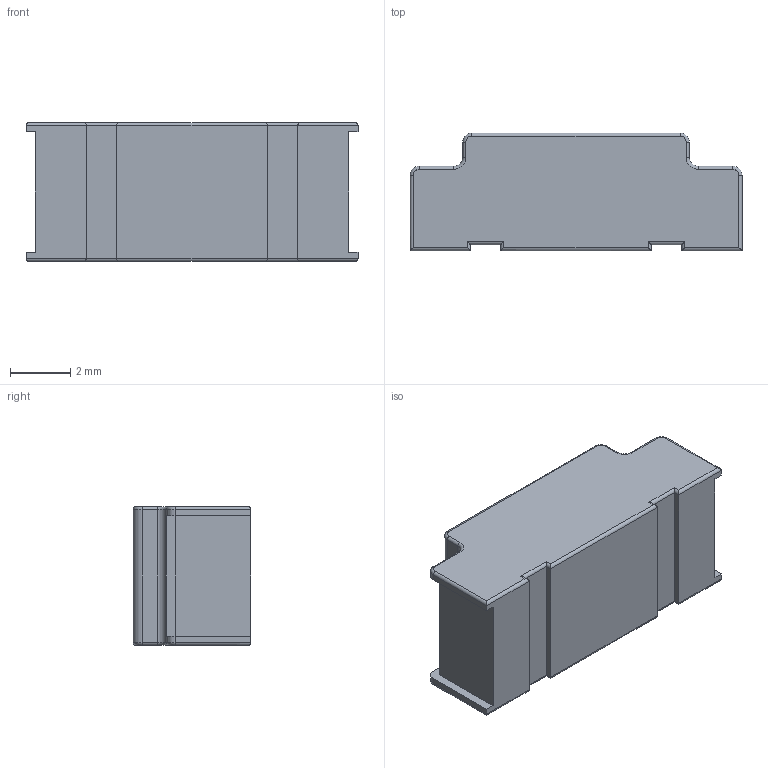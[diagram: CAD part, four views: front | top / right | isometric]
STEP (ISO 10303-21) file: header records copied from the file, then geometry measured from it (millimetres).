
FILE_DESCRIPTION (( 'STEP AP214' ), '1' );
FILE_NAME ('SMD Fuse_11x4.6.STEP', '2011-09-16T08:02:03', ( 'Master' ), ( '' ), 'SwSTEP 2.0', 'SolidWorks 2010', '' );
FILE_SCHEMA (( 'AUTOMOTIVE_DESIGN' ));
Length unit declared in the file: millimetre
Products named in the file (1): SMD Fuse_11x4.6
Bounding box: 11 x 3.9 x 4.6 mm (x, y, z)
Volume: 168.5 mm3; surface area: 212.6 mm2
Topology: 1 solids, 1 shells, 82 faces, 196 edges, 116 vertices
Faces by surface type: cylinder 40, plane 30, torus 12
Entity records: 2398 total; most frequent: CARTESIAN_POINT 455, DIRECTION 394, ORIENTED_EDGE 392, EDGE_CURVE 196, AXIS2_PLACEMENT_3D 135, VECTOR 124, LINE 124, VERTEX_POINT 116
